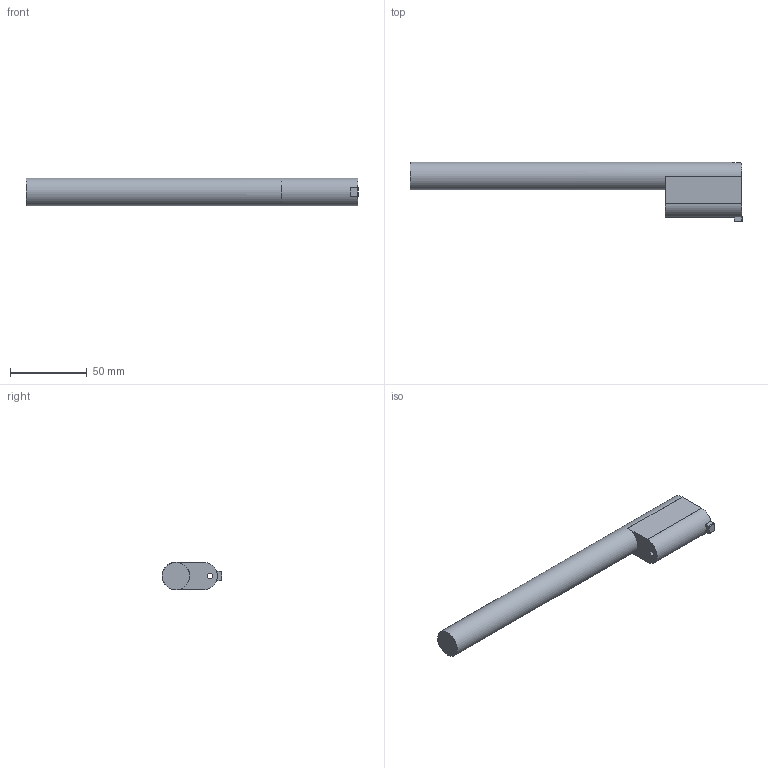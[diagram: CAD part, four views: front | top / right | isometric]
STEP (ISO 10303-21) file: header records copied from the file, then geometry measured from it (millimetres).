
FILE_DESCRIPTION(/* description */ (''),/* implementation_level */ '2;1');
FILE_NAME(/* name */ 'mechanisme 54 v6 v1.step',/* time_stamp */ '2021-09-20T19:21:49+02:00',/* author */ (''),/* organization */ (''),/* preprocessor_version */ 'ST-DEVELOPER v18.1',/* originating_system */ 'Autodesk Translation Framework v9.7.0.1280',/* authorisation */ '');
FILE_SCHEMA (('AUTOMOTIVE_DESIGN { 1 0 10303 214 3 1 1 }'));
Length unit declared in the file: millimetre
Products named in the file (4): mechanisme 54 v6; Upper; Bolt Assembly; Bolt
Assembly tree (3 placements, depth 4):
  mechanisme 54 v6
    Upper
      Bolt Assembly
        Bolt
Bounding box: 216 x 38.84 x 18.04 mm (x, y, z)
Volume: 70486.9 mm3; surface area: 15882.3 mm2
Topology: 2 solids, 2 shells, 26 faces, 60 edges, 38 vertices
Faces by surface type: plane 13, cylinder 10, sphere 2, cone 1
Full cylindrical faces by diameter (mm): 3.5 x1, 18 x1
Entity records: 862 total; most frequent: CARTESIAN_POINT 159, DIRECTION 145, ORIENTED_EDGE 120, EDGE_CURVE 60, AXIS2_PLACEMENT_3D 56, VERTEX_POINT 38, LINE 33, VECTOR 33
